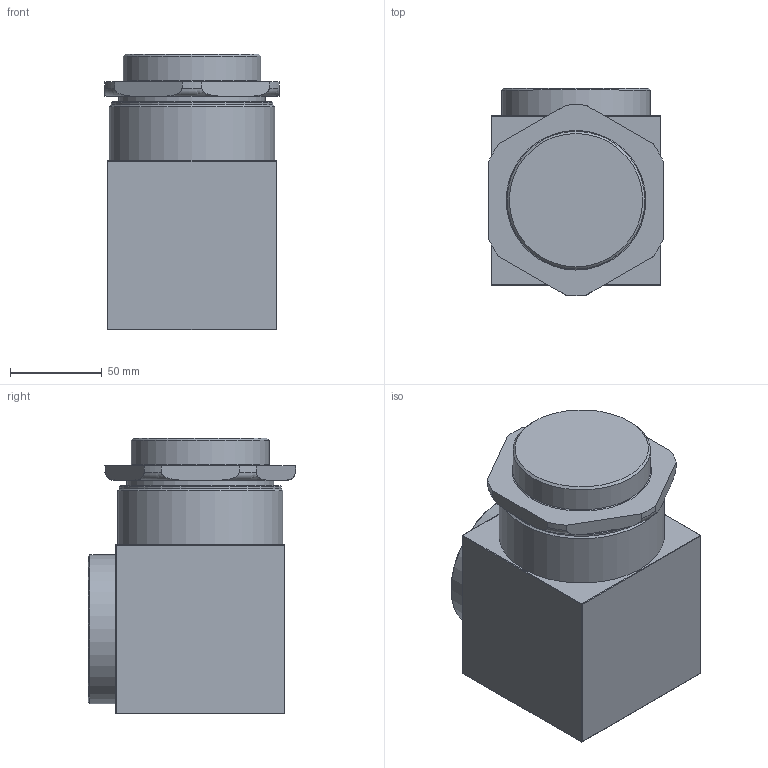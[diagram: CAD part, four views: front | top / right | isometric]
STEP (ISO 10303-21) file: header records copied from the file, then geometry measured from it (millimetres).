
FILE_DESCRIPTION(/* description */ (''),/* implementation_level */ '2;1');
FILE_NAME(/* name */ 'Part2.stp',/* time_stamp */ '2023-08-01T16:44:56+05:00',/* author */ ('pradhakrishnan'),/* organization */ (''),/* preprocessor_version */ 'ST-DEVELOPER v18',/* originating_system */ 'Autodesk Inventor 2020',/* authorisation */ '');
FILE_SCHEMA (('AUTOMOTIVE_DESIGN { 1 0 10303 214 3 1 1 }'));
Length unit declared in the file: millimetre
Products named in the file (1): Part2
Bounding box: 95 x 112.97 x 150 mm (x, y, z)
Volume: 1445676.8 mm3; surface area: 103622.9 mm2
Topology: 4 solids, 4 shells, 80 faces, 184 edges, 119 vertices
Faces by surface type: cylinder 28, plane 25, torus 16, sphere 8, cone 3
Full cylindrical faces by diameter (mm): 72.8 x1, 72.9 x1, 75 x1, 76.5 x1, 79.95 x3, 81 x1, 88 x1, 90 x1
Entity records: 2651 total; most frequent: CARTESIAN_POINT 584, DIRECTION 451, ORIENTED_EDGE 368, AXIS2_PLACEMENT_3D 198, EDGE_CURVE 184, VERTEX_POINT 119, CIRCLE 117, EDGE_LOOP 89
